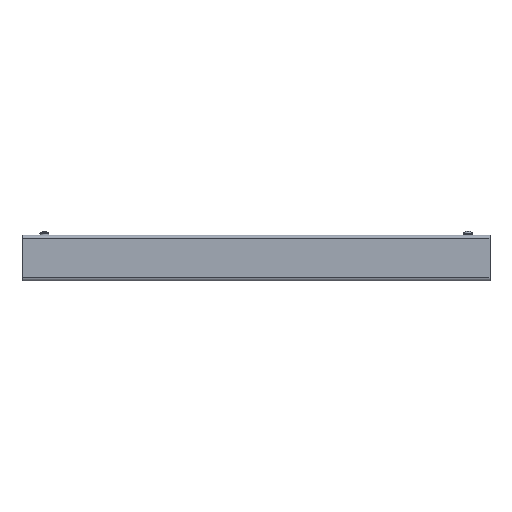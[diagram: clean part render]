
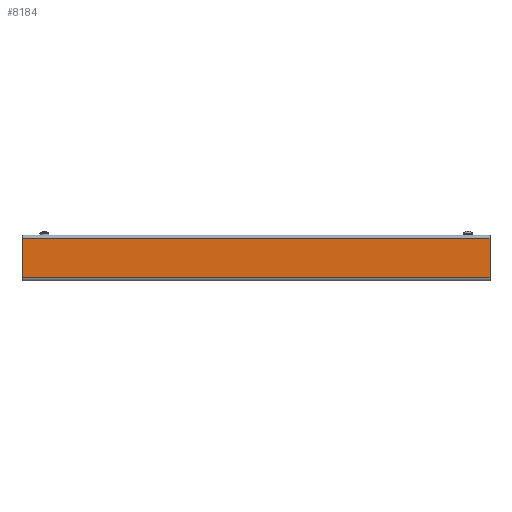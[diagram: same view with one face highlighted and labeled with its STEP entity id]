
A CAD part, top view. The second image highlights one B-rep face of the part: STEP entity #8184.
In plain terms, the highlighted face is planar.
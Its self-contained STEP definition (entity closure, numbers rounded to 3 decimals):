
#15 = CARTESIAN_POINT ( 'NONE',  ( -121., 20.5, 0. ) ) ;
#95 = EDGE_CURVE ( 'NONE', #8011, #8425, #5631, .T. ) ;
#181 = ORIENTED_EDGE ( 'NONE', *, *, #3930, .T. ) ;
#207 = CARTESIAN_POINT ( 'NONE',  ( -242., -20.5, 0. ) ) ;
#807 = VECTOR ( 'NONE', #2940, 1000. ) ;
#1163 = VECTOR ( 'NONE', #5742, 1000. ) ;
#1287 = ORIENTED_EDGE ( 'NONE', *, *, #9010, .T. ) ;
#1498 = CARTESIAN_POINT ( 'NONE',  ( -242., -23.5, 0. ) ) ;
#1787 = DIRECTION ( 'NONE',  ( 0., -1., 0. ) ) ;
#1834 = FACE_OUTER_BOUND ( 'NONE', #5588, .T. ) ;
#1907 = CARTESIAN_POINT ( 'NONE',  ( 242., -20.5, 0. ) ) ;
#2094 = CARTESIAN_POINT ( 'NONE',  ( 0., 0., 0. ) ) ;
#2546 = ORIENTED_EDGE ( 'NONE', *, *, #95, .T. ) ;
#2805 = CARTESIAN_POINT ( 'NONE',  ( 242., 20.5, 0. ) ) ;
#2940 = DIRECTION ( 'NONE',  ( 0., 1., 0. ) ) ;
#3242 = AXIS2_PLACEMENT_3D ( 'NONE', #2094, #4258, #9325 ) ;
#3483 = VECTOR ( 'NONE', #4012, 1000. ) ;
#3930 = EDGE_CURVE ( 'NONE', #4662, #8011, #4768, .T. ) ;
#4012 = DIRECTION ( 'NONE',  ( -1., 0., 0. ) ) ;
#4258 = DIRECTION ( 'NONE',  ( 0., 0., 1. ) ) ;
#4408 = ORIENTED_EDGE ( 'NONE', *, *, #8271, .T. ) ;
#4662 = VERTEX_POINT ( 'NONE', #2805 ) ;
#4768 = LINE ( 'NONE', #6098, #8607 ) ;
#5578 = CARTESIAN_POINT ( 'NONE',  ( -242., 20.5, 0. ) ) ;
#5588 = EDGE_LOOP ( 'NONE', ( #4408, #181, #2546, #1287 ) ) ;
#5631 = LINE ( 'NONE', #9097, #3483 ) ;
#5742 = DIRECTION ( 'NONE',  ( 1., 0., 0. ) ) ;
#6098 = CARTESIAN_POINT ( 'NONE',  ( 242., 23.5, 0. ) ) ;
#6320 = VERTEX_POINT ( 'NONE', #5578 ) ;
#6555 = LINE ( 'NONE', #1498, #807 ) ;
#6680 = LINE ( 'NONE', #15, #1163 ) ;
#8011 = VERTEX_POINT ( 'NONE', #1907 ) ;
#8184 = ADVANCED_FACE ( 'NONE', ( #1834 ), #8560, .F. ) ;
#8271 = EDGE_CURVE ( 'NONE', #6320, #4662, #6680, .T. ) ;
#8425 = VERTEX_POINT ( 'NONE', #207 ) ;
#8560 = PLANE ( 'NONE',  #3242 ) ;
#8607 = VECTOR ( 'NONE', #1787, 1000. ) ;
#9010 = EDGE_CURVE ( 'NONE', #8425, #6320, #6555, .T. ) ;
#9097 = CARTESIAN_POINT ( 'NONE',  ( -121., -20.5, 0. ) ) ;
#9325 = DIRECTION ( 'NONE',  ( 1., 0., 0. ) ) ;
